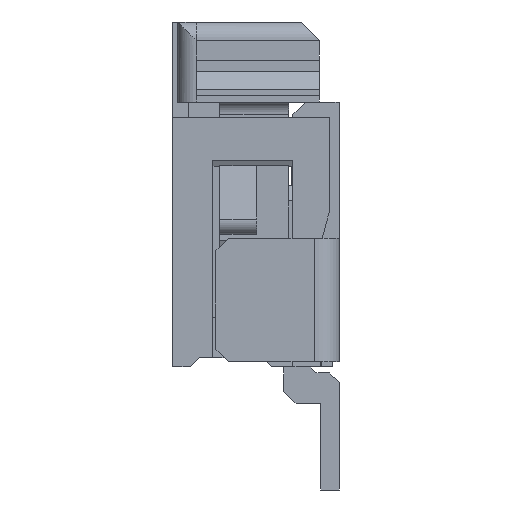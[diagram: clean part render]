
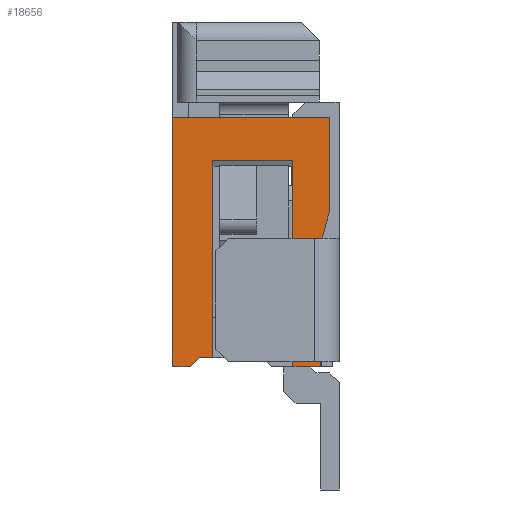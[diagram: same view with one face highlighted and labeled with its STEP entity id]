
A CAD part, left-side view. The second image highlights one B-rep face of the part: STEP entity #18656.
In plain terms, the highlighted planar face has unit normal (-1, 0, 0).
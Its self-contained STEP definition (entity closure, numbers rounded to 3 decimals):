
#1=DIRECTION('',(0.,1.,0.));
#2=VECTOR('',#1,0.22);
#3=CARTESIAN_POINT('',(-19.35,0.7,-2.65));
#4=LINE('',#3,#2);
#5=DIRECTION('',(0.,-0.707,0.707));
#6=VECTOR('',#5,0.212);
#7=CARTESIAN_POINT('',(-19.35,1.07,-2.8));
#8=LINE('',#7,#6);
#9=DIRECTION('',(0.,1.,0.));
#10=VECTOR('',#9,0.28);
#11=CARTESIAN_POINT('',(-19.35,1.07,-2.8));
#12=LINE('',#11,#10);
#13=DIRECTION('',(0.,0.,1.));
#14=VECTOR('',#13,4.05);
#15=CARTESIAN_POINT('',(-19.35,1.35,-2.8));
#16=LINE('',#15,#14);
#17=DIRECTION('',(0.,0.,-1.));
#18=VECTOR('',#17,1.5);
#19=CARTESIAN_POINT('',(-19.35,-1.2,1.25));
#20=LINE('',#19,#18);
#21=DIRECTION('',(0.,-0.263,0.965));
#22=VECTOR('',#21,0.57);
#23=CARTESIAN_POINT('',(-19.35,-1.05,-0.8));
#24=LINE('',#23,#22);
#25=DIRECTION('',(0.,0.,1.));
#26=VECTOR('',#25,2.);
#27=CARTESIAN_POINT('',(-19.35,-1.05,-2.8));
#28=LINE('',#27,#26);
#29=DIRECTION('',(0.,1.,0.));
#30=VECTOR('',#29,0.45);
#31=CARTESIAN_POINT('',(-19.35,-1.05,-2.8));
#32=LINE('',#31,#30);
#33=DIRECTION('',(0.,0.,1.));
#34=VECTOR('',#33,3.35);
#35=CARTESIAN_POINT('',(-19.35,-0.6,-2.8));
#36=LINE('',#35,#34);
#37=DIRECTION('',(0.,1.,0.));
#38=VECTOR('',#37,1.3);
#39=CARTESIAN_POINT('',(-19.35,-0.6,0.55));
#40=LINE('',#39,#38);
#41=DIRECTION('',(0.,0.,1.));
#42=VECTOR('',#41,3.2);
#43=CARTESIAN_POINT('',(-19.35,0.7,-2.65));
#44=LINE('',#43,#42);
#2852=DIRECTION('',(0.,1.,0.));
#2853=VECTOR('',#2852,2.55);
#2854=CARTESIAN_POINT('',(-19.35,-1.2,1.25));
#2855=LINE('',#2854,#2853);
#14059=CARTESIAN_POINT('',(-19.35,1.35,-2.8));
#14061=VERTEX_POINT('',#14059);
#14077=CARTESIAN_POINT('',(-19.35,1.35,1.25));
#14078=VERTEX_POINT('',#14077);
#14265=CARTESIAN_POINT('',(-19.35,-1.05,-2.8));
#14267=VERTEX_POINT('',#14265);
#14293=CARTESIAN_POINT('',(-19.35,-1.2,1.25));
#14295=VERTEX_POINT('',#14293);
#14301=CARTESIAN_POINT('',(-19.35,-1.05,-0.8));
#14302=CARTESIAN_POINT('',(-19.35,-1.2,-0.25));
#14303=VERTEX_POINT('',#14301);
#14304=VERTEX_POINT('',#14302);
#14325=CARTESIAN_POINT('',(-19.35,1.07,-2.8));
#14326=CARTESIAN_POINT('',(-19.35,0.92,-2.65));
#14327=VERTEX_POINT('',#14325);
#14328=VERTEX_POINT('',#14326);
#14333=CARTESIAN_POINT('',(-19.35,0.7,-2.65));
#14334=VERTEX_POINT('',#14333);
#14341=CARTESIAN_POINT('',(-19.35,-0.6,-2.8));
#14342=VERTEX_POINT('',#14341);
#14363=CARTESIAN_POINT('',(-19.35,-0.6,0.55));
#14364=VERTEX_POINT('',#14363);
#14423=CARTESIAN_POINT('',(-19.35,0.7,0.55));
#14424=VERTEX_POINT('',#14423);
#18625=CARTESIAN_POINT('',(-19.35,0.,0.));
#18626=DIRECTION('',(1.,0.,0.));
#18627=DIRECTION('',(0.,0.,-1.));
#18628=AXIS2_PLACEMENT_3D('',#18625,#18626,#18627);
#18629=PLANE('',#18628);
#18631=ORIENTED_EDGE('',*,*,#18630,.T.);
#18633=ORIENTED_EDGE('',*,*,#18632,.F.);
#18635=ORIENTED_EDGE('',*,*,#18634,.T.);
#18637=ORIENTED_EDGE('',*,*,#18636,.T.);
#18639=ORIENTED_EDGE('',*,*,#18638,.F.);
#18641=ORIENTED_EDGE('',*,*,#18640,.T.);
#18643=ORIENTED_EDGE('',*,*,#18642,.F.);
#18645=ORIENTED_EDGE('',*,*,#18644,.F.);
#18647=ORIENTED_EDGE('',*,*,#18646,.T.);
#18649=ORIENTED_EDGE('',*,*,#18648,.T.);
#18651=ORIENTED_EDGE('',*,*,#18650,.T.);
#18653=ORIENTED_EDGE('',*,*,#18652,.F.);
#18654=EDGE_LOOP('',(#18631,#18633,#18635,#18637,#18639,#18641,#18643,#18645,
#18647,#18649,#18651,#18653));
#18655=FACE_OUTER_BOUND('',#18654,.F.);
#18656=ADVANCED_FACE('',(#18655),#18629,.F.);
#18630=EDGE_CURVE('',#14334,#14328,#4,.T.);
#18632=EDGE_CURVE('',#14327,#14328,#8,.T.);
#18634=EDGE_CURVE('',#14327,#14061,#12,.T.);
#18636=EDGE_CURVE('',#14061,#14078,#16,.T.);
#18638=EDGE_CURVE('',#14295,#14078,#2855,.T.);
#18640=EDGE_CURVE('',#14295,#14304,#20,.T.);
#18642=EDGE_CURVE('',#14303,#14304,#24,.T.);
#18644=EDGE_CURVE('',#14267,#14303,#28,.T.);
#18646=EDGE_CURVE('',#14267,#14342,#32,.T.);
#18648=EDGE_CURVE('',#14342,#14364,#36,.T.);
#18650=EDGE_CURVE('',#14364,#14424,#40,.T.);
#18652=EDGE_CURVE('',#14334,#14424,#44,.T.);
